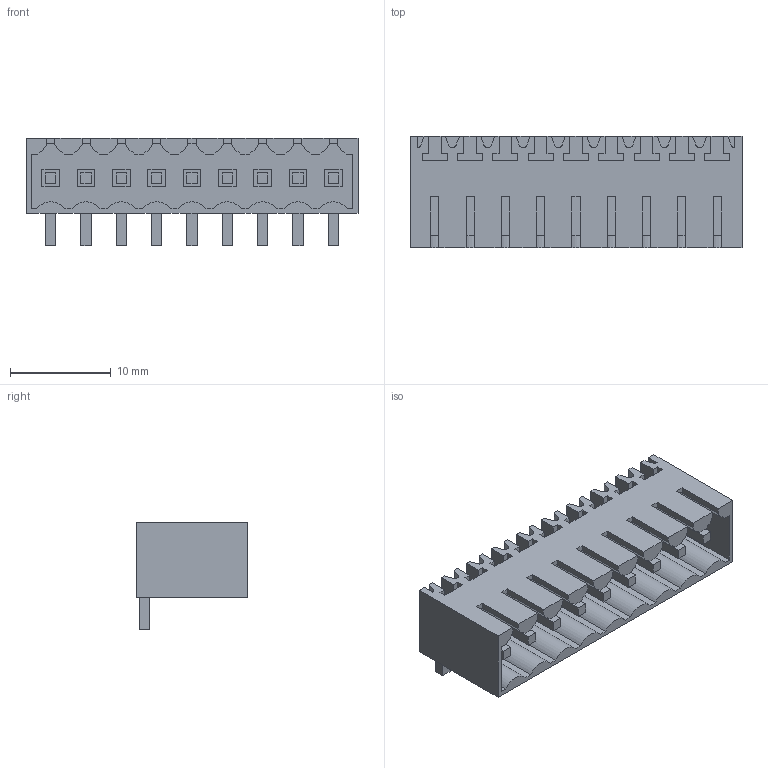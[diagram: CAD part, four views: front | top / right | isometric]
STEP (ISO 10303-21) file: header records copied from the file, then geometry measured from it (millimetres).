
FILE_DESCRIPTION(('CATIA V5 STEP Exchange','CAx-IF Rec.Pracs.--- Model Styling and Organization---1.2---2011-12-15'),'2;1');
FILE_NAME ('D1453223_0_1605140000_1605140000.stp','2018-03-06T11:54:36+00:00',('none'),('Weidmueller'),'CATIA Version 5-6 Release 2014','CATIA V5 STEP AP214','none');
FILE_SCHEMA(('AUTOMOTIVE_DESIGN { 1 0 10303 214 1 1 1 1 }'));
Length unit declared in the file: millimetre
Products named in the file (1): 1605140000
Bounding box: 32.9 x 11.05 x 10.65 mm (x, y, z)
Volume: 1210 mm3; surface area: 3333.2 mm2
Topology: 10 solids, 10 shells, 518 faces, 1580 edges, 1082 vertices
Faces by surface type: plane 481, cylinder 37
Entity records: 16298 total; most frequent: ORIENTED_EDGE 3160, CARTESIAN_POINT 2947, DIRECTION 2148, EDGE_CURVE 1580, VECTOR 1490, LINE 1490, VERTEX_POINT 1082, EDGE_LOOP 536
